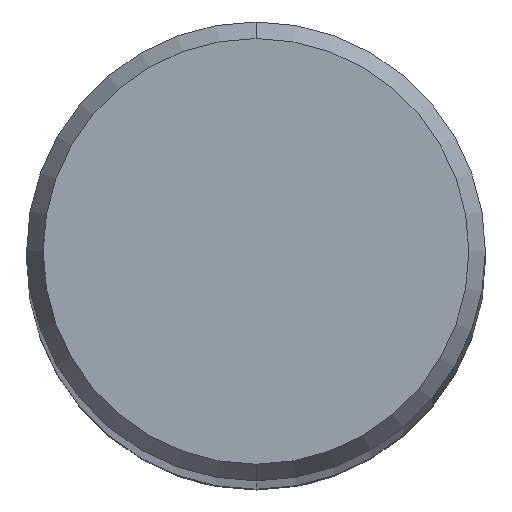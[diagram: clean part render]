
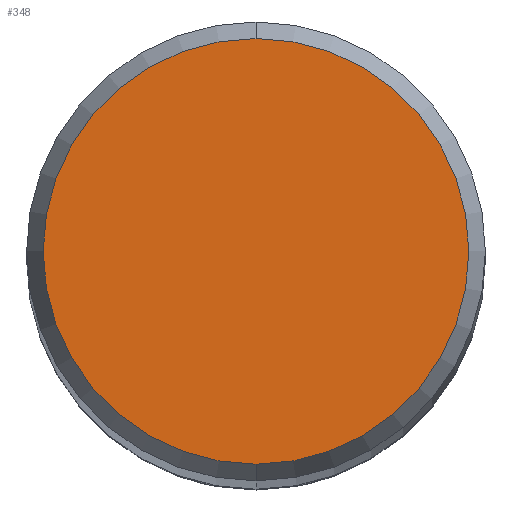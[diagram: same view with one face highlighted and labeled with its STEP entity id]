
A CAD part, top view. The second image highlights one B-rep face of the part: STEP entity #348.
In plain terms, the highlighted planar face has unit normal (0, 0, 1).
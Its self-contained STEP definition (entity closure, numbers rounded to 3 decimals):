
#226=VERTEX_POINT('',#551);
#268=EDGE_CURVE('',#226,#464,#600,.T.);
#348=ADVANCED_FACE('',(#689),#690,.T.);
#434=EDGE_CURVE('',#464,#226,#784,.T.);
#464=VERTEX_POINT('',#815);
#551=CARTESIAN_POINT('',(0.0,2.946,0.0));
#600=CIRCLE('',#1017,2.946);
#689=FACE_OUTER_BOUND('',#1185,.T.);
#690=PLANE('',#1186);
#784=CIRCLE('',#1315,2.946);
#815=CARTESIAN_POINT('',(0.,-2.946,0.0));
#1017=AXIS2_PLACEMENT_3D('',#1608,#1609,#1610);
#1185=EDGE_LOOP('',(#1709,#1710));
#1186=AXIS2_PLACEMENT_3D('',#1711,#1712,#1713);
#1315=AXIS2_PLACEMENT_3D('',#1836,#1837,#1838);
#1608=CARTESIAN_POINT('',(0.0,0.0,0.0));
#1609=DIRECTION('',(0.0,0.0,-1.0));
#1610=DIRECTION('',(0.0,1.0,0.0));
#1709=ORIENTED_EDGE('',*,*,#268,.F.);
#1710=ORIENTED_EDGE('',*,*,#434,.F.);
#1711=CARTESIAN_POINT('',(0.0,1.473,0.0));
#1712=DIRECTION('',(-0.0,0.0,1.0));
#1713=DIRECTION('',(0.0,-1.0,0.0));
#1836=CARTESIAN_POINT('',(0.0,0.0,0.0));
#1837=DIRECTION('',(0.0,0.0,-1.0));
#1838=DIRECTION('',(0.0,1.0,0.0));
